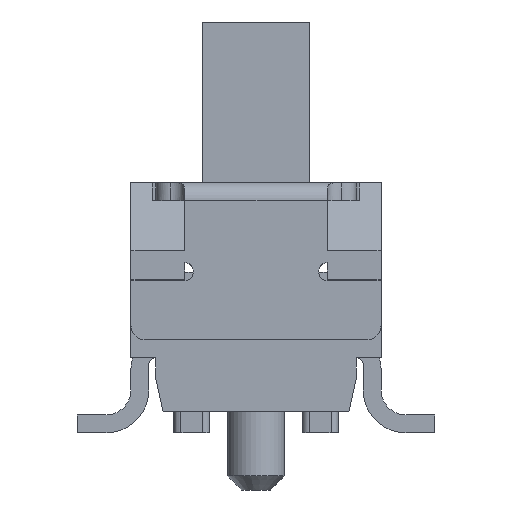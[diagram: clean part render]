
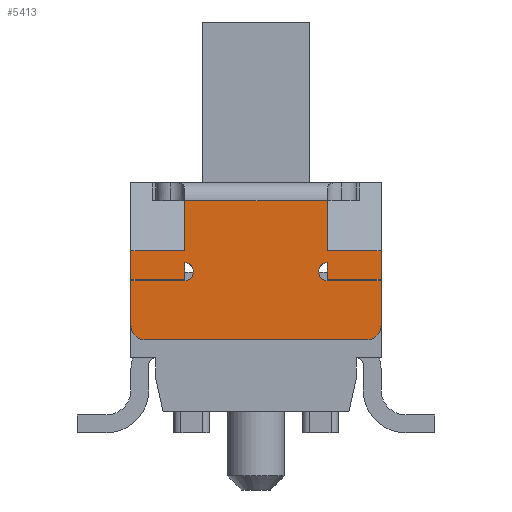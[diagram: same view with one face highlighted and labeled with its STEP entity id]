
A CAD part, left-side view. The second image highlights one B-rep face of the part: STEP entity #5413.
In plain terms, the highlighted planar face has unit normal (-1, 0, 0).
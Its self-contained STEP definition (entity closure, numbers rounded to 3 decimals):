
#1235 = VERTEX_POINT('',#1236);
#1236 = CARTESIAN_POINT('',(-4.25,-0.25,1.));
#1243 = EDGE_CURVE('',#1244,#1235,#1246,.T.);
#1244 = VERTEX_POINT('',#1245);
#1245 = CARTESIAN_POINT('',(-4.25,-0.95,1.));
#1246 = LINE('',#1247,#1248);
#1247 = CARTESIAN_POINT('',(-4.25,-0.25,1.));
#1248 = VECTOR('',#1249,1.);
#1249 = DIRECTION('',(0.,1.,0.));
#1281 = VERTEX_POINT('',#1282);
#1282 = CARTESIAN_POINT('',(-4.25,-0.25,-1.));
#1307 = VERTEX_POINT('',#1308);
#1308 = CARTESIAN_POINT('',(-4.25,-0.95,-1.));
#1314 = EDGE_CURVE('',#1307,#1281,#1315,.T.);
#1315 = LINE('',#1316,#1317);
#1316 = CARTESIAN_POINT('',(-4.25,-0.25,-1.));
#1317 = VECTOR('',#1318,1.);
#1318 = DIRECTION('',(0.,1.,0.));
#1491 = EDGE_CURVE('',#1492,#1494,#1496,.T.);
#1492 = VERTEX_POINT('',#1493);
#1493 = CARTESIAN_POINT('',(-4.25,-1.35,1.75));
#1494 = VERTEX_POINT('',#1495);
#1495 = CARTESIAN_POINT('',(-4.25,-1.35,1.));
#1496 = LINE('',#1497,#1498);
#1497 = CARTESIAN_POINT('',(-4.25,-1.35,0.));
#1498 = VECTOR('',#1499,1.);
#1499 = DIRECTION('',(0.,0.,-1.));
#1533 = VERTEX_POINT('',#1534);
#1534 = CARTESIAN_POINT('',(-4.25,-1.35,-1.));
#1540 = EDGE_CURVE('',#1533,#1541,#1543,.T.);
#1541 = VERTEX_POINT('',#1542);
#1542 = CARTESIAN_POINT('',(-4.25,-1.35,-1.75));
#1543 = LINE('',#1544,#1545);
#1544 = CARTESIAN_POINT('',(-4.25,-1.35,0.));
#1545 = VECTOR('',#1546,1.);
#1546 = DIRECTION('',(0.,0.,-1.));
#2398 = VERTEX_POINT('',#2399);
#2399 = CARTESIAN_POINT('',(-4.25,-0.95,1.75));
#2405 = EDGE_CURVE('',#2398,#1492,#2406,.T.);
#2406 = LINE('',#2407,#2408);
#2407 = CARTESIAN_POINT('',(-4.25,0.,1.75));
#2408 = VECTOR('',#2409,1.);
#2409 = DIRECTION('',(0.,-1.,0.));
#2421 = VERTEX_POINT('',#2422);
#2422 = CARTESIAN_POINT('',(-4.25,-1.37,1.75));
#2428 = EDGE_CURVE('',#2421,#2429,#2431,.T.);
#2429 = VERTEX_POINT('',#2430);
#2430 = CARTESIAN_POINT('',(-4.25,-2.,1.75));
#2431 = LINE('',#2432,#2433);
#2432 = CARTESIAN_POINT('',(-4.25,-1.37,1.75));
#2433 = VECTOR('',#2434,1.);
#2434 = DIRECTION('',(0.,-1.,0.));
#2543 = VERTEX_POINT('',#2544);
#2544 = CARTESIAN_POINT('',(-4.25,-2.,-1.75));
#2550 = EDGE_CURVE('',#2543,#2551,#2553,.T.);
#2551 = VERTEX_POINT('',#2552);
#2552 = CARTESIAN_POINT('',(-4.25,-1.37,-1.75));
#2553 = LINE('',#2554,#2555);
#2554 = CARTESIAN_POINT('',(-4.25,-2.,-1.75));
#2555 = VECTOR('',#2556,1.);
#2556 = DIRECTION('',(0.,1.,0.));
#2566 = EDGE_CURVE('',#1541,#2567,#2569,.T.);
#2567 = VERTEX_POINT('',#2568);
#2568 = CARTESIAN_POINT('',(-4.25,-0.95,-1.75));
#2569 = LINE('',#2570,#2571);
#2570 = CARTESIAN_POINT('',(-4.25,-2.45,-1.75));
#2571 = VECTOR('',#2572,1.);
#2572 = DIRECTION('',(0.,1.,0.));
#3074 = VERTEX_POINT('',#3075);
#3075 = CARTESIAN_POINT('',(-4.25,-1.12,-1.));
#3081 = EDGE_CURVE('',#3074,#1533,#3082,.T.);
#3082 = LINE('',#3083,#3084);
#3083 = CARTESIAN_POINT('',(-4.25,-0.25,-1.));
#3084 = VECTOR('',#3085,1.);
#3085 = DIRECTION('',(0.,-1.,0.));
#3111 = EDGE_CURVE('',#1494,#3112,#3114,.T.);
#3112 = VERTEX_POINT('',#3113);
#3113 = CARTESIAN_POINT('',(-4.25,-1.12,1.));
#3114 = LINE('',#3115,#3116);
#3115 = CARTESIAN_POINT('',(-4.25,-1.25,1.));
#3116 = VECTOR('',#3117,1.);
#3117 = DIRECTION('',(0.,1.,0.));
#3816 = EDGE_CURVE('',#1244,#2398,#3817,.T.);
#3817 = LINE('',#3818,#3819);
#3818 = CARTESIAN_POINT('',(-4.25,-0.95,0.));
#3819 = VECTOR('',#3820,1.);
#3820 = DIRECTION('',(0.,0.,1.));
#3832 = EDGE_CURVE('',#2567,#1307,#3833,.T.);
#3833 = LINE('',#3834,#3835);
#3834 = CARTESIAN_POINT('',(-4.25,-0.95,0.));
#3835 = VECTOR('',#3836,1.);
#3836 = DIRECTION('',(0.,0.,1.));
#5413 = ADVANCED_FACE('',(#5414),#5488,.T.);
#5414 = FACE_BOUND('',#5415,.T.);
#5415 = EDGE_LOOP('',(#5416,#5422,#5423,#5424,#5425,#5426,#5427,#5436,
    #5442,#5443,#5452,#5460,#5467,#5468,#5476,#5483,#5484,#5485,#5486,
    #5487));
#5416 = ORIENTED_EDGE('',*,*,#5417,.T.);
#5417 = EDGE_CURVE('',#1235,#1281,#5418,.T.);
#5418 = LINE('',#5419,#5420);
#5419 = CARTESIAN_POINT('',(-4.25,-0.25,1.2));
#5420 = VECTOR('',#5421,1.);
#5421 = DIRECTION('',(0.,0.,-1.));
#5422 = ORIENTED_EDGE('',*,*,#1314,.F.);
#5423 = ORIENTED_EDGE('',*,*,#3832,.F.);
#5424 = ORIENTED_EDGE('',*,*,#2566,.F.);
#5425 = ORIENTED_EDGE('',*,*,#1540,.F.);
#5426 = ORIENTED_EDGE('',*,*,#3081,.F.);
#5427 = ORIENTED_EDGE('',*,*,#5428,.T.);
#5428 = EDGE_CURVE('',#3074,#5429,#5431,.T.);
#5429 = VERTEX_POINT('',#5430);
#5430 = CARTESIAN_POINT('',(-4.25,-1.37,-1.));
#5431 = CIRCLE('',#5432,0.125);
#5432 = AXIS2_PLACEMENT_3D('',#5433,#5434,#5435);
#5433 = CARTESIAN_POINT('',(-4.25,-1.245,-1.));
#5434 = DIRECTION('',(1.,0.,0.));
#5435 = DIRECTION('',(0.,0.,-1.));
#5436 = ORIENTED_EDGE('',*,*,#5437,.F.);
#5437 = EDGE_CURVE('',#2551,#5429,#5438,.T.);
#5438 = LINE('',#5439,#5440);
#5439 = CARTESIAN_POINT('',(-4.25,-1.37,-1.75));
#5440 = VECTOR('',#5441,1.);
#5441 = DIRECTION('',(0.,0.,1.));
#5442 = ORIENTED_EDGE('',*,*,#2550,.F.);
#5443 = ORIENTED_EDGE('',*,*,#5444,.F.);
#5444 = EDGE_CURVE('',#5445,#2543,#5447,.T.);
#5445 = VERTEX_POINT('',#5446);
#5446 = CARTESIAN_POINT('',(-4.25,-2.2,-1.55));
#5447 = CIRCLE('',#5448,0.2);
#5448 = AXIS2_PLACEMENT_3D('',#5449,#5450,#5451);
#5449 = CARTESIAN_POINT('',(-4.25,-2.,-1.55));
#5450 = DIRECTION('',(1.,0.,0.));
#5451 = DIRECTION('',(0.,0.,-1.));
#5452 = ORIENTED_EDGE('',*,*,#5453,.F.);
#5453 = EDGE_CURVE('',#5454,#5445,#5456,.T.);
#5454 = VERTEX_POINT('',#5455);
#5455 = CARTESIAN_POINT('',(-4.25,-2.2,1.55));
#5456 = LINE('',#5457,#5458);
#5457 = CARTESIAN_POINT('',(-4.25,-2.2,1.55));
#5458 = VECTOR('',#5459,1.);
#5459 = DIRECTION('',(0.,0.,-1.));
#5460 = ORIENTED_EDGE('',*,*,#5461,.F.);
#5461 = EDGE_CURVE('',#2429,#5454,#5462,.T.);
#5462 = CIRCLE('',#5463,0.2);
#5463 = AXIS2_PLACEMENT_3D('',#5464,#5465,#5466);
#5464 = CARTESIAN_POINT('',(-4.25,-2.,1.55));
#5465 = DIRECTION('',(1.,0.,0.));
#5466 = DIRECTION('',(0.,0.,-1.));
#5467 = ORIENTED_EDGE('',*,*,#2428,.F.);
#5468 = ORIENTED_EDGE('',*,*,#5469,.F.);
#5469 = EDGE_CURVE('',#5470,#2421,#5472,.T.);
#5470 = VERTEX_POINT('',#5471);
#5471 = CARTESIAN_POINT('',(-4.25,-1.37,1.));
#5472 = LINE('',#5473,#5474);
#5473 = CARTESIAN_POINT('',(-4.25,-1.37,1.));
#5474 = VECTOR('',#5475,1.);
#5475 = DIRECTION('',(0.,0.,1.));
#5476 = ORIENTED_EDGE('',*,*,#5477,.T.);
#5477 = EDGE_CURVE('',#5470,#3112,#5478,.T.);
#5478 = CIRCLE('',#5479,0.125);
#5479 = AXIS2_PLACEMENT_3D('',#5480,#5481,#5482);
#5480 = CARTESIAN_POINT('',(-4.25,-1.245,1.));
#5481 = DIRECTION('',(1.,0.,0.));
#5482 = DIRECTION('',(0.,0.,-1.));
#5483 = ORIENTED_EDGE('',*,*,#3111,.F.);
#5484 = ORIENTED_EDGE('',*,*,#1491,.F.);
#5485 = ORIENTED_EDGE('',*,*,#2405,.F.);
#5486 = ORIENTED_EDGE('',*,*,#3816,.F.);
#5487 = ORIENTED_EDGE('',*,*,#1243,.T.);
#5488 = PLANE('',#5489);
#5489 = AXIS2_PLACEMENT_3D('',#5490,#5491,#5492);
#5490 = CARTESIAN_POINT('',(-4.25,-0.25,-1.));
#5491 = DIRECTION('',(-1.,0.,0.));
#5492 = DIRECTION('',(0.,0.,1.));
